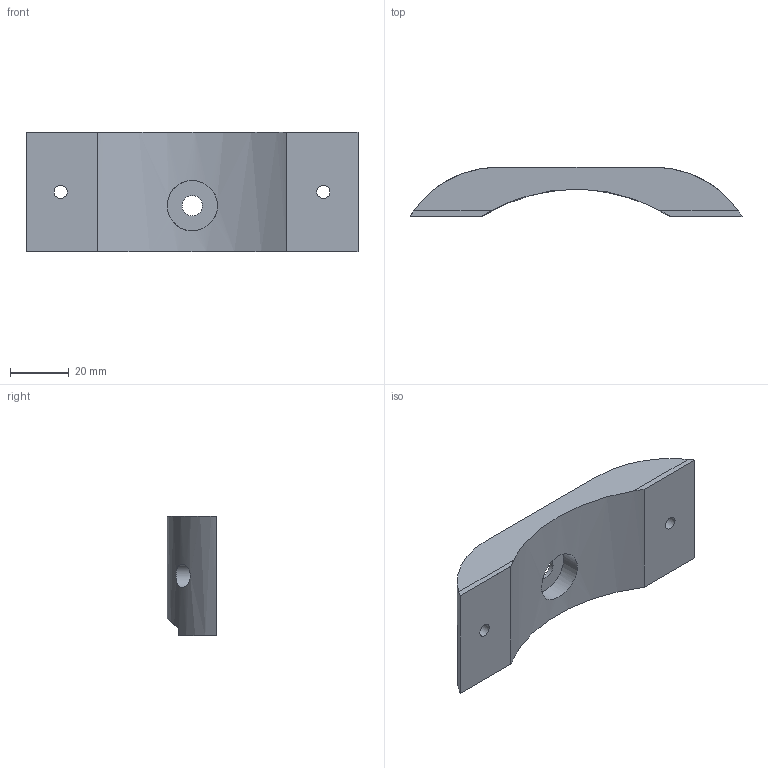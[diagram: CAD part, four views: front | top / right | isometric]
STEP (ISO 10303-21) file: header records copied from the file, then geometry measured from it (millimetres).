
FILE_DESCRIPTION(/* description */ (''),/* implementation_level */ '2;1');
FILE_NAME(/* name */ 'Open AIR Valve Bottom V1.0.step',/* time_stamp */ '2022-11-13T10:25:33+01:00',/* author */ (''),/* organization */ (''),/* preprocessor_version */ 'ST-DEVELOPER v19.2',/* originating_system */ 'Autodesk Translation Framework v11.17.0.187',/* authorisation */ '');
FILE_SCHEMA (('AUTOMOTIVE_DESIGN { 1 0 10303 214 3 1 1 }','FEATURE_BASED_PROCESS_PLANNING'));
Length unit declared in the file: millimetre
Products named in the file (1): Housing Small
Bounding box: 113.39 x 16.88 x 40.92 mm (x, y, z)
Volume: 45795.9 mm3; surface area: 12940.4 mm2
Topology: 2 solids, 2 shells, 26 faces, 59 edges, 40 vertices
Faces by surface type: plane 15, cylinder 11
Full cylindrical faces by diameter (mm): 4.5 x2, 7 x1, 8 x2, 17.2 x1
Entity records: 886 total; most frequent: CARTESIAN_POINT 227, DIRECTION 133, ORIENTED_EDGE 118, EDGE_CURVE 59, AXIS2_PLACEMENT_3D 52, VERTEX_POINT 40, EDGE_LOOP 35, LINE 29
